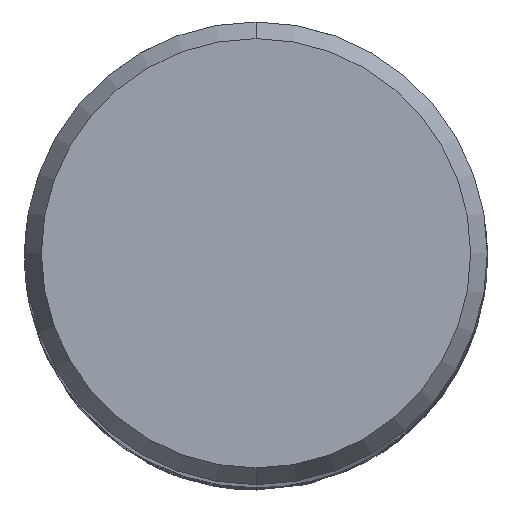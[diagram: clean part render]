
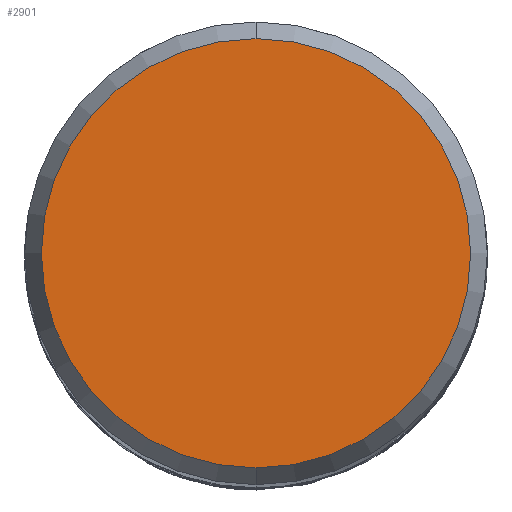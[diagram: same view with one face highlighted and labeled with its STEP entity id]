
A CAD part, top view. The second image highlights one B-rep face of the part: STEP entity #2901.
In plain terms, the highlighted planar face has unit normal (0, 0, 1).
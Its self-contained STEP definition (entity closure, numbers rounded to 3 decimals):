
#1153=VERTEX_POINT('',#3408);
#1367=VERTEX_POINT('',#3639);
#1621=EDGE_CURVE('',#1153,#1367,#3912,.T.);
#2885=EDGE_CURVE('',#1367,#1153,#5290,.T.);
#2901=ADVANCED_FACE('',(#5306),#5307,.T.);
#3408=CARTESIAN_POINT('',(0.,-7.423,0.0));
#3639=CARTESIAN_POINT('',(0.0,7.423,0.0));
#3912=CIRCLE('',#10500,7.423);
#5290=CIRCLE('',#26354,7.423);
#5306=FACE_OUTER_BOUND('',#26375,.T.);
#5307=PLANE('',#26376);
#10500=AXIS2_PLACEMENT_3D('',#31469,#31470,#31471);
#26354=AXIS2_PLACEMENT_3D('',#32894,#32895,#32896);
#26375=EDGE_LOOP('',(#32908,#32909));
#26376=AXIS2_PLACEMENT_3D('',#32910,#32911,#32912);
#31469=CARTESIAN_POINT('',(0.0,0.0,0.0));
#31470=DIRECTION('',(0.0,0.0,-1.0));
#31471=DIRECTION('',(0.0,1.0,0.0));
#32894=CARTESIAN_POINT('',(0.0,0.0,0.0));
#32895=DIRECTION('',(0.0,0.0,-1.0));
#32896=DIRECTION('',(0.0,1.0,0.0));
#32908=ORIENTED_EDGE('',*,*,#2885,.F.);
#32909=ORIENTED_EDGE('',*,*,#1621,.F.);
#32910=CARTESIAN_POINT('',(0.0,3.711,0.0));
#32911=DIRECTION('',(-0.0,0.0,1.0));
#32912=DIRECTION('',(0.0,-1.0,0.0));
